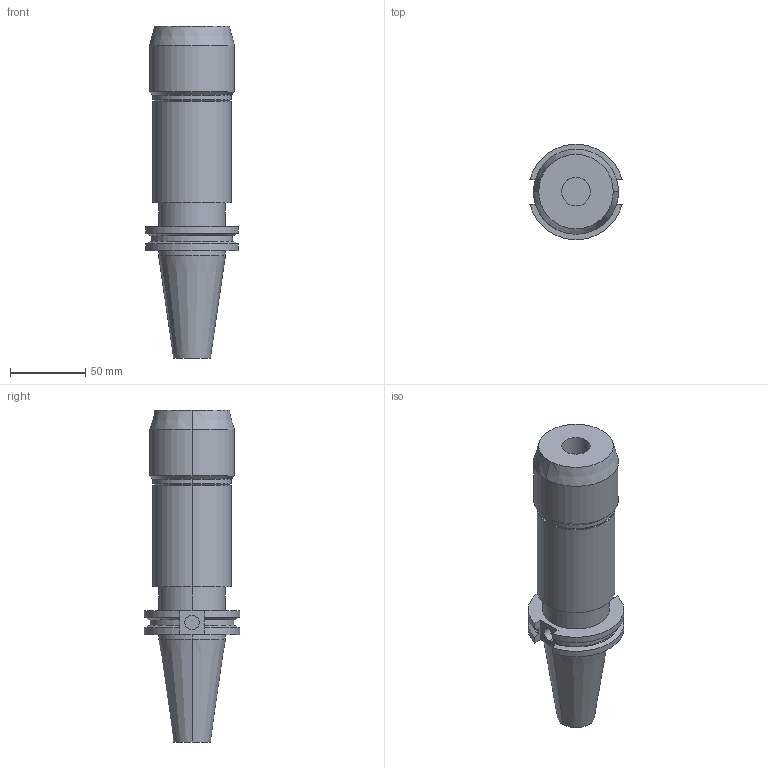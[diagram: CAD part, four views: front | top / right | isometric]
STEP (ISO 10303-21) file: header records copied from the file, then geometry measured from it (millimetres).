
FILE_DESCRIPTION (( 'STEP AP203' ), '1' );
FILE_NAME ('STP-5031-460-A48-600-0(23203G).STEP', '2021-06-30T10:05:00', ( '' ), ( '' ), 'SwSTEP 2.0', 'SolidWorks 2017', '' );
FILE_SCHEMA (( 'CONFIG_CONTROL_DESIGN' ));
Length unit declared in the file: millimetre
Products named in the file (1): STP-5031-460-A48-600-0(23203G)
Bounding box: 61.35 x 63.26 x 220.65 mm (x, y, z)
Volume: 376426.2 mm3; surface area: 45740.6 mm2
Topology: 1 solids, 1 shells, 60 faces, 138 edges, 87 vertices
Faces by surface type: cylinder 26, plane 20, cone 14
Entity records: 1779 total; most frequent: DIRECTION 312, CARTESIAN_POINT 308, ORIENTED_EDGE 272, EDGE_CURVE 136, AXIS2_PLACEMENT_3D 123, VERTEX_POINT 87, EDGE_LOOP 69, LINE 66
